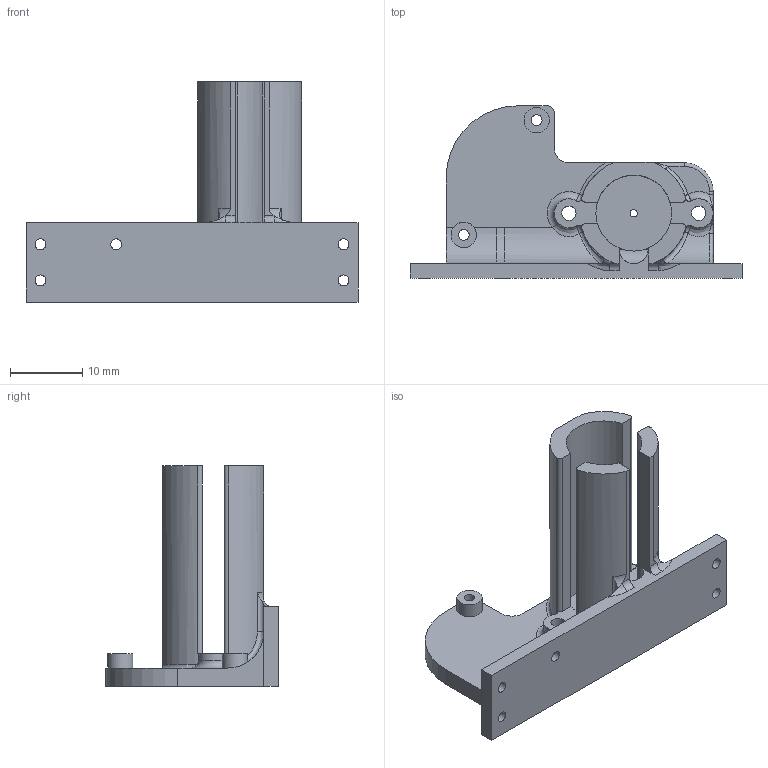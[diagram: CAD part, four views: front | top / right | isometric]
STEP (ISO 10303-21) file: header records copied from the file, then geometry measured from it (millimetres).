
FILE_DESCRIPTION((''),'2;1');
FILE_NAME('Lanzamiento LP v5.stp','2013-12-02T21:08:23',('Thinkpad'),(''),'Autodesk Inventor 2012','Autodesk Inventor 2012','');
FILE_SCHEMA(('AUTOMOTIVE_DESIGN { 1 0 10303 214 1 1 1 1 }'));
Length unit declared in the file: millimetre
Products named in the file (1): Lanzamiento LP v5
Bounding box: 46 x 23.9 x 30.5 mm (x, y, z)
Volume: 4614 mm3; surface area: 4594.9 mm2
Topology: 1 solids, 1 shells, 99 faces, 274 edges, 175 vertices
Faces by surface type: cylinder 42, plane 34, bspline 15, torus 8
Full cylindrical faces by diameter (mm): 1 x1, 1.5 x7, 2 x2, 3.5 x2, 10.5 x1
Entity records: 4118 total; most frequent: CARTESIAN_POINT 1647, ORIENTED_EDGE 516, DIRECTION 490, EDGE_CURVE 258, AXIS2_PLACEMENT_3D 192, VERTEX_POINT 174, EDGE_LOOP 132, VECTOR 106
